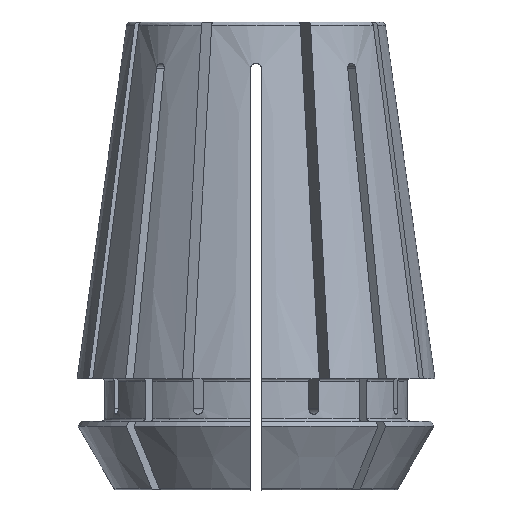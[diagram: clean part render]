
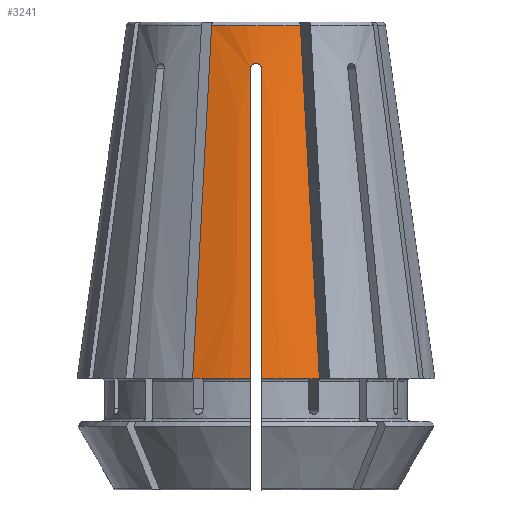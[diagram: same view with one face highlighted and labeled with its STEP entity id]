
A CAD part, front view. The second image highlights one B-rep face of the part: STEP entity #3241.
In plain terms, the highlighted conical face has half-angle 8 degrees and reference radius 13 mm.
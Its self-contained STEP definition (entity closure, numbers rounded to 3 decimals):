
#545=CIRCLE('',#3422,9.396);
#546=CIRCLE('',#3423,13.);
#547=CIRCLE('',#3424,13.);
#693=VERTEX_POINT('',#3754);
#694=VERTEX_POINT('',#3755);
#695=VERTEX_POINT('',#3757);
#696=VERTEX_POINT('',#3762);
#697=VERTEX_POINT('',#3764);
#698=VERTEX_POINT('',#3769);
#699=VERTEX_POINT('',#3775);
#700=VERTEX_POINT('',#3780);
#1053=B_SPLINE_CURVE_WITH_KNOTS('',3,(#3750,#3751,#3752,#3753),
 .UNSPECIFIED.,.F.,.U.,(4,4),(0.,0.026),
 .UNSPECIFIED.);
#1054=B_SPLINE_CURVE_WITH_KNOTS('',3,(#3758,#3759,#3760,#3761),
 .UNSPECIFIED.,.F.,.U.,(4,4),(0.,0.026),
 .UNSPECIFIED.);
#1055=B_SPLINE_CURVE_WITH_KNOTS('',3,(#3765,#3766,#3767,#3768),
 .UNSPECIFIED.,.F.,.U.,(4,4),(0.015,0.038),
 .UNSPECIFIED.);
#1056=B_SPLINE_CURVE_WITH_KNOTS('',3,(#3770,#3771,#3772,#3773,#3774),
 .UNSPECIFIED.,.F.,.U.,(4,1,4),(0.,0.001,0.001),
 .UNSPECIFIED.);
#1057=B_SPLINE_CURVE_WITH_KNOTS('',3,(#3776,#3777,#3778,#3779),
 .UNSPECIFIED.,.F.,.U.,(4,4),(0.015,0.038),
 .UNSPECIFIED.);
#1261=EDGE_CURVE('',#693,#694,#1053,.T.);
#1262=EDGE_CURVE('',#695,#693,#545,.T.);
#1263=EDGE_CURVE('',#695,#696,#1054,.T.);
#1264=EDGE_CURVE('',#696,#697,#546,.T.);
#1265=EDGE_CURVE('',#697,#698,#1055,.T.);
#1266=EDGE_CURVE('',#698,#699,#1056,.T.);
#1267=EDGE_CURVE('',#700,#699,#1057,.T.);
#1268=EDGE_CURVE('',#700,#694,#547,.T.);
#1801=ORIENTED_EDGE('',*,*,#1261,.F.);
#1802=ORIENTED_EDGE('',*,*,#1262,.F.);
#1803=ORIENTED_EDGE('',*,*,#1263,.T.);
#1804=ORIENTED_EDGE('',*,*,#1264,.T.);
#1805=ORIENTED_EDGE('',*,*,#1265,.T.);
#1806=ORIENTED_EDGE('',*,*,#1266,.T.);
#1807=ORIENTED_EDGE('',*,*,#1267,.F.);
#1808=ORIENTED_EDGE('',*,*,#1268,.T.);
#2881=EDGE_LOOP('',(#1801,#1802,#1803,#1804,#1805,#1806,#1807,#1808));
#3061=FACE_BOUND('',#2881,.T.);
#3241=ADVANCED_FACE('',(#3061),#6183,.T.);
#3421=AXIS2_PLACEMENT_3D('',#3749,#5479,#5480);
#3422=AXIS2_PLACEMENT_3D('',#3756,#5481,#5482);
#3423=AXIS2_PLACEMENT_3D('',#3763,#5483,#5484);
#3424=AXIS2_PLACEMENT_3D('',#3781,#5485,#5486);
#3749=CARTESIAN_POINT('',(0.,0.,8.3));
#3750=CARTESIAN_POINT('',(3.223,-8.826,33.942));
#3751=CARTESIAN_POINT('',(3.683,-9.937,25.395));
#3752=CARTESIAN_POINT('',(4.143,-11.047,16.847));
#3753=CARTESIAN_POINT('',(4.603,-12.158,8.3));
#3754=CARTESIAN_POINT('',(3.223,-8.826,33.942));
#3755=CARTESIAN_POINT('',(4.603,-12.158,8.3));
#3756=CARTESIAN_POINT('',(0.,0.,33.942));
#3757=CARTESIAN_POINT('',(-3.223,-8.826,33.942));
#3758=CARTESIAN_POINT('',(-3.223,-8.826,33.942));
#3759=CARTESIAN_POINT('',(-3.683,-9.937,25.395));
#3760=CARTESIAN_POINT('',(-4.143,-11.047,16.847));
#3761=CARTESIAN_POINT('',(-4.603,-12.158,8.3));
#3762=CARTESIAN_POINT('',(-4.603,-12.158,8.3));
#3763=CARTESIAN_POINT('',(0.,0.,8.3));
#3764=CARTESIAN_POINT('',(-0.4,-12.994,8.3));
#3765=CARTESIAN_POINT('',(-0.4,-12.994,8.3));
#3766=CARTESIAN_POINT('',(-0.4,-11.939,15.8));
#3767=CARTESIAN_POINT('',(-0.4,-10.885,23.3));
#3768=CARTESIAN_POINT('',(-0.4,-9.83,30.8));
#3769=CARTESIAN_POINT('',(-0.4,-9.83,30.8));
#3770=CARTESIAN_POINT('',(-0.4,-9.83,30.8));
#3771=CARTESIAN_POINT('',(-0.4,-9.8,31.01));
#3772=CARTESIAN_POINT('',(0.,-9.763,31.39));
#3773=CARTESIAN_POINT('',(0.4,-9.8,31.01));
#3774=CARTESIAN_POINT('',(0.4,-9.83,30.8));
#3775=CARTESIAN_POINT('',(0.4,-9.83,30.8));
#3776=CARTESIAN_POINT('',(0.4,-12.994,8.3));
#3777=CARTESIAN_POINT('',(0.4,-11.939,15.8));
#3778=CARTESIAN_POINT('',(0.4,-10.885,23.3));
#3779=CARTESIAN_POINT('',(0.4,-9.83,30.8));
#3780=CARTESIAN_POINT('',(0.4,-12.994,8.3));
#3781=CARTESIAN_POINT('',(0.,0.,8.3));
#5479=DIRECTION('',(0.,0.,-1.));
#5480=DIRECTION('',(-13.,0.,0.));
#5481=DIRECTION('',(0.,0.,1.));
#5482=DIRECTION('',(9.396,0.,0.));
#5483=DIRECTION('',(0.,0.,1.));
#5484=DIRECTION('',(13.,0.,0.));
#5485=DIRECTION('',(0.,0.,1.));
#5486=DIRECTION('',(13.,0.,0.));
#6183=CONICAL_SURFACE('',#3421,13.,0.14);
